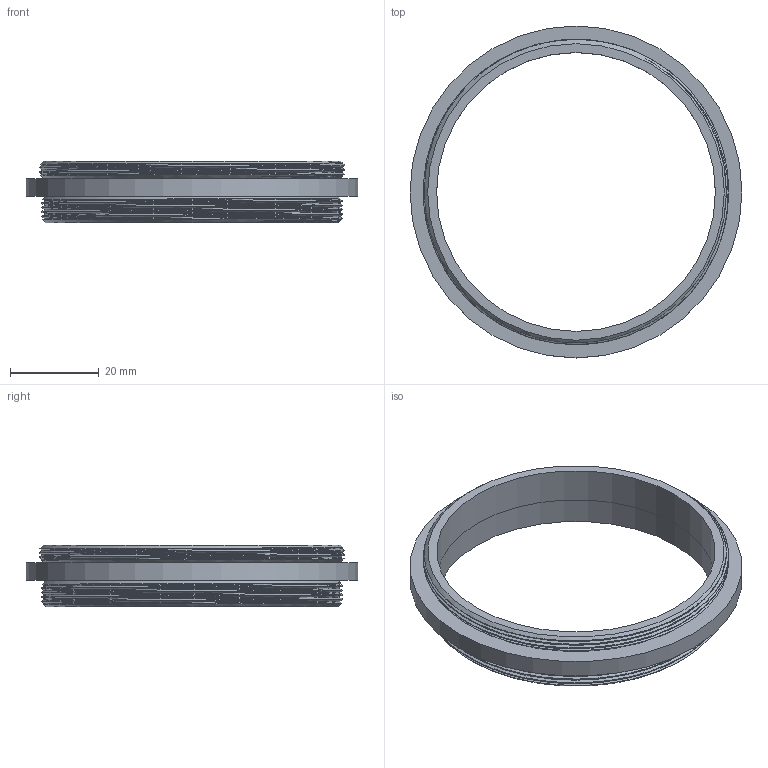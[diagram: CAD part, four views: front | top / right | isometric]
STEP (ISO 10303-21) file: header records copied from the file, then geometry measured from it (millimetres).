
FILE_DESCRIPTION(('FreeCAD Model'),'2;1');
FILE_NAME('Open CASCADE Shape Model','2025-05-18T12:43:42',('BT'),(''), 'Open CASCADE STEP processor 7.6','FreeCAD','Unknown');
FILE_SCHEMA(('AUTOMOTIVE_DESIGN { 1 0 10303 214 1 1 1 1 }'));
Length unit declared in the file: millimetre
Products named in the file (3): Part; Body; Body001
Assembly tree (2 placements, depth 2):
  Part
    Body
    Body001
Bounding box: 75 x 75 x 14 mm (x, y, z)
Volume: 9882.4 mm3; surface area: 10318.2 mm2
Topology: 2 solids, 2 shells, 58 faces, 119 edges, 66 vertices
Faces by surface type: bspline 32, cylinder 13, cone 8, plane 5
Full cylindrical faces by diameter (mm): 63 x2, 68 x4, 69 x2, 75 x1
Entity records: 5641 total; most frequent: CARTESIAN_POINT 4644, ORIENTED_EDGE 238, EDGE_CURVE 119, DIRECTION 113, VERTEX_POINT 66, FACE_BOUND 63, EDGE_LOOP 63, B_SPLINE_CURVE_WITH_KNOTS 62
